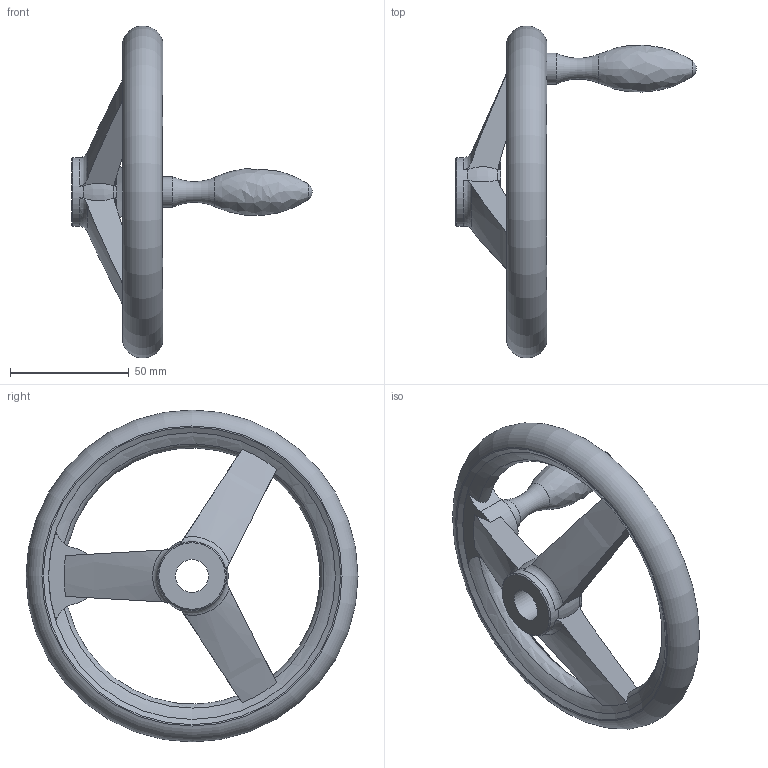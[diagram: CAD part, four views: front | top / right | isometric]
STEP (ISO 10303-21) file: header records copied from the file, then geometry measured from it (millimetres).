
FILE_DESCRIPTION( ( 'STEP AP203' ), ' ' );
FILE_NAME( 'Stainless Steel-Handwheel GN 950.6-140-B14-F.stp', '2015-09-15T09:46:30', ( '' ), ( '' ), ' ', 'PARTsolutions', ' ' );
FILE_SCHEMA( ( 'CONFIG_CONTROL_DESIGN' ) );
Length unit declared in the file: millimetre
Products named in the file (1): _Stainless Steel-Handwheel GN 950.6-140-B14-F
Bounding box: 101.5 x 139.99 x 139.99 mm (x, y, z)
Volume: 120667.8 mm3; surface area: 33376.8 mm2
Topology: 1 solids, 1 shells, 57 faces, 174 edges, 113 vertices
Faces by surface type: torus 18, cylinder 12, cone 12, plane 10, bspline 4, sphere 1
Full cylindrical faces by diameter (mm): 13 x1, 14 x1, 29 x2, 123.02 x1
Entity records: 2386 total; most frequent: CARTESIAN_POINT 964, ORIENTED_EDGE 302, DIRECTION 258, EDGE_CURVE 151, AXIS2_PLACEMENT_3D 118, VERTEX_POINT 108, EDGE_LOOP 75, FACE_OUTER_BOUND 69
